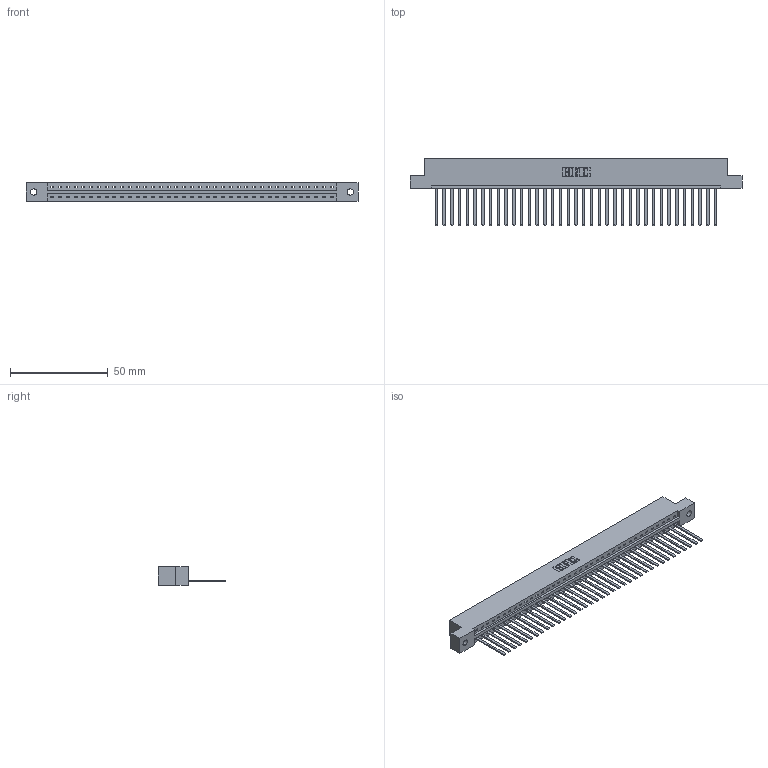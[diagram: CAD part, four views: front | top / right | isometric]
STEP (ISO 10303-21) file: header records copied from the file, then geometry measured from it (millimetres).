
FILE_DESCRIPTION (( 'STEP AP203' ), '1' );
FILE_NAME ('387-037-544-102.STEP', '2018-09-19T03:07:21', ( '' ), ( '' ), 'SwSTEP 2.0', 'SolidWorks 2016', '' );
FILE_SCHEMA (( 'CONFIG_CONTROL_DESIGN' ));
Length unit declared in the file: inch
Products named in the file (3): 387-037-544-102; 337 Part_Flush Mounting Lugs - 0.128 Dia; 345-292-001_345-293-144
Assembly tree (38 placements, depth 2):
  387-037-544-102
    337 Part_Flush Mounting Lugs - 0.128 Dia
    345-292-001_345-293-144  x37
Bounding box: 169.62 x 34.3 x 9.4 mm (x, y, z)
Volume: 17958.5 mm3; surface area: 19669.5 mm2
Topology: 38 solids, 38 shells, 2186 faces, 6601 edges, 4350 vertices
Faces by surface type: plane 1624, cylinder 562
Entity records: 27969 total; most frequent: CARTESIAN_POINT 4877, ORIENTED_EDGE 4850, DIRECTION 4111, EDGE_CURVE 2425, LINE 2301, VECTOR 2301, VERTEX_POINT 1614, AXIS2_PLACEMENT_3D 905
